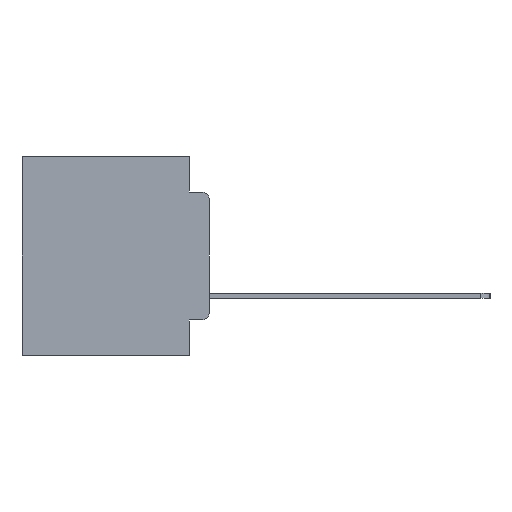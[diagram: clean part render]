
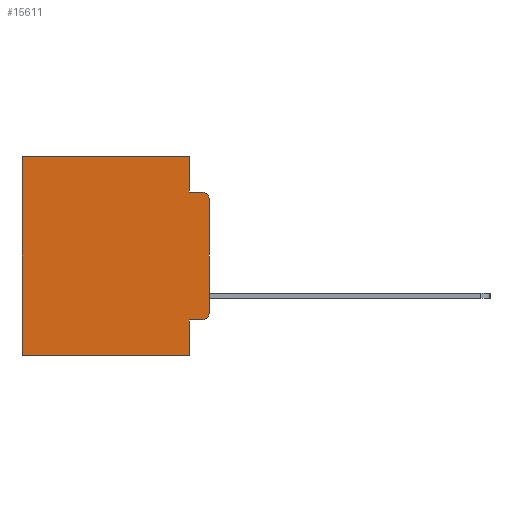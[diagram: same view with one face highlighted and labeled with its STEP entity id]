
A CAD part, left-side view. The second image highlights one B-rep face of the part: STEP entity #15611.
In plain terms, the highlighted planar face has unit normal (-1, 0, 0).
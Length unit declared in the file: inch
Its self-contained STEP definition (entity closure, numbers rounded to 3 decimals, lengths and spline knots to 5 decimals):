
#1192 = EDGE_CURVE ( 'NONE', #17242, #3204, #23051, .T. ) ;
#1639 = DIRECTION ( 'NONE',  ( 0., 0., -1. ) ) ;
#1643 = LINE ( 'NONE', #5223, #26296 ) ;
#2143 = VERTEX_POINT ( 'NONE', #17943 ) ;
#2380 = VECTOR ( 'NONE', #7180, 39.37008 ) ;
#2406 = AXIS2_PLACEMENT_3D ( 'NONE', #20273, #8010, #22248 ) ;
#2570 = LINE ( 'NONE', #16348, #13195 ) ;
#2662 = EDGE_CURVE ( 'NONE', #21981, #17242, #20548, .T. ) ;
#2804 = CARTESIAN_POINT ( 'NONE',  ( 0.298, 0., -0.5 ) ) ;
#3204 = VERTEX_POINT ( 'NONE', #7398 ) ;
#3727 = DIRECTION ( 'NONE',  ( -1., 0., 0. ) ) ;
#4004 = VECTOR ( 'NONE', #5741, 39.37008 ) ;
#4076 = EDGE_CURVE ( 'NONE', #21981, #16755, #1643, .T. ) ;
#4137 = DIRECTION ( 'NONE',  ( 1., 0., 0. ) ) ;
#4448 = VERTEX_POINT ( 'NONE', #12675 ) ;
#4911 = DIRECTION ( 'NONE',  ( 0., 1., 0. ) ) ;
#4943 = EDGE_CURVE ( 'NONE', #20026, #4448, #18873, .T. ) ;
#5036 = CARTESIAN_POINT ( 'NONE',  ( 0.298, 0.051, -0.0885 ) ) ;
#5223 = CARTESIAN_POINT ( 'NONE',  ( 0.298, 0.051, 0. ) ) ;
#5741 = DIRECTION ( 'NONE',  ( 0., 0., -1. ) ) ;
#6062 = VERTEX_POINT ( 'NONE', #23642 ) ;
#6424 = AXIS2_PLACEMENT_3D ( 'NONE', #16274, #3727, #18278 ) ;
#6902 = ORIENTED_EDGE ( 'NONE', *, *, #1192, .T. ) ;
#6911 = EDGE_CURVE ( 'NONE', #9229, #13270, #25195, .T. ) ;
#7180 = DIRECTION ( 'NONE',  ( 0., -1., 0. ) ) ;
#7225 = ORIENTED_EDGE ( 'NONE', *, *, #11255, .F. ) ;
#7398 = CARTESIAN_POINT ( 'NONE',  ( 0.298, 0., -0.3915 ) ) ;
#7773 = VECTOR ( 'NONE', #8011, 39.37008 ) ;
#7884 = AXIS2_PLACEMENT_3D ( 'NONE', #8349, #4137, #18664 ) ;
#7923 = ORIENTED_EDGE ( 'NONE', *, *, #8382, .F. ) ;
#8010 = DIRECTION ( 'NONE',  ( -1., 0., 0. ) ) ;
#8011 = DIRECTION ( 'NONE',  ( 0., 0., -1. ) ) ;
#8051 = LINE ( 'NONE', #5036, #2380 ) ;
#8349 = CARTESIAN_POINT ( 'NONE',  ( 0.298, 0., 0. ) ) ;
#8382 = EDGE_CURVE ( 'NONE', #6062, #2143, #15206, .T. ) ;
#8707 = VECTOR ( 'NONE', #15616, 39.37008 ) ;
#8899 = CARTESIAN_POINT ( 'NONE',  ( 0.298, 0.473, 0. ) ) ;
#8984 = CARTESIAN_POINT ( 'NONE',  ( 0.298, 0.473, -0.5 ) ) ;
#9229 = VERTEX_POINT ( 'NONE', #8899 ) ;
#9296 = VECTOR ( 'NONE', #4911, 39.37008 ) ;
#9898 = CARTESIAN_POINT ( 'NONE',  ( 0.298, 0.051, -0.4115 ) ) ;
#10177 = FACE_OUTER_BOUND ( 'NONE', #23385, .T. ) ;
#11255 = EDGE_CURVE ( 'NONE', #2143, #4448, #8051, .T. ) ;
#12675 = CARTESIAN_POINT ( 'NONE',  ( 0.298, 0.02, -0.0885 ) ) ;
#13195 = VECTOR ( 'NONE', #1639, 39.37008 ) ;
#13270 = VERTEX_POINT ( 'NONE', #8984 ) ;
#13338 = EDGE_CURVE ( 'NONE', #16755, #13270, #20740, .T. ) ;
#13671 = DIRECTION ( 'NONE',  ( 0., 0., -1. ) ) ;
#14104 = CARTESIAN_POINT ( 'NONE',  ( 0.298, 0.051, -0.4115 ) ) ;
#14287 = LINE ( 'NONE', #23461, #8707 ) ;
#14816 = ORIENTED_EDGE ( 'NONE', *, *, #6911, .T. ) ;
#15206 = LINE ( 'NONE', #20091, #4004 ) ;
#15448 = ORIENTED_EDGE ( 'NONE', *, *, #13338, .F. ) ;
#15611 = ADVANCED_FACE ( 'NONE', ( #10177 ), #26487, .F. ) ;
#15616 = DIRECTION ( 'NONE',  ( 0., 1., 0. ) ) ;
#16068 = ORIENTED_EDGE ( 'NONE', *, *, #4076, .F. ) ;
#16274 = CARTESIAN_POINT ( 'NONE',  ( 0.298, 0.02, -0.3915 ) ) ;
#16348 = CARTESIAN_POINT ( 'NONE',  ( 0.298, 0., 0. ) ) ;
#16755 = VERTEX_POINT ( 'NONE', #20087 ) ;
#17242 = VERTEX_POINT ( 'NONE', #25306 ) ;
#17943 = CARTESIAN_POINT ( 'NONE',  ( 0.298, 0.051, -0.0885 ) ) ;
#18278 = DIRECTION ( 'NONE',  ( 0., 0., -1. ) ) ;
#18664 = DIRECTION ( 'NONE',  ( 0., 0., -1. ) ) ;
#18873 = CIRCLE ( 'NONE', #2406, 0.02 ) ;
#19915 = VECTOR ( 'NONE', #25925, 39.37008 ) ;
#20026 = VERTEX_POINT ( 'NONE', #20996 ) ;
#20087 = CARTESIAN_POINT ( 'NONE',  ( 0.298, 0.051, -0.5 ) ) ;
#20091 = CARTESIAN_POINT ( 'NONE',  ( 0.298, 0.051, 0. ) ) ;
#20273 = CARTESIAN_POINT ( 'NONE',  ( 0.298, 0.02, -0.1085 ) ) ;
#20276 = CARTESIAN_POINT ( 'NONE',  ( 0.298, 0.473, 0. ) ) ;
#20548 = LINE ( 'NONE', #9898, #19915 ) ;
#20740 = LINE ( 'NONE', #2804, #9296 ) ;
#20996 = CARTESIAN_POINT ( 'NONE',  ( 0.298, 0., -0.1085 ) ) ;
#21981 = VERTEX_POINT ( 'NONE', #14104 ) ;
#22248 = DIRECTION ( 'NONE',  ( 0., 0., -1. ) ) ;
#22822 = EDGE_CURVE ( 'NONE', #20026, #3204, #2570, .T. ) ;
#22861 = ORIENTED_EDGE ( 'NONE', *, *, #4943, .T. ) ;
#23051 = CIRCLE ( 'NONE', #6424, 0.02 ) ;
#23385 = EDGE_LOOP ( 'NONE', ( #26234, #22861, #7225, #7923, #24718, #14816, #15448, #16068, #26558, #6902 ) ) ;
#23461 = CARTESIAN_POINT ( 'NONE',  ( 0.298, 0., 0. ) ) ;
#23642 = CARTESIAN_POINT ( 'NONE',  ( 0.298, 0.051, 0. ) ) ;
#24031 = EDGE_CURVE ( 'NONE', #6062, #9229, #14287, .T. ) ;
#24718 = ORIENTED_EDGE ( 'NONE', *, *, #24031, .T. ) ;
#25195 = LINE ( 'NONE', #20276, #7773 ) ;
#25306 = CARTESIAN_POINT ( 'NONE',  ( 0.298, 0.02, -0.4115 ) ) ;
#25925 = DIRECTION ( 'NONE',  ( 0., -1., 0. ) ) ;
#26234 = ORIENTED_EDGE ( 'NONE', *, *, #22822, .F. ) ;
#26296 = VECTOR ( 'NONE', #13671, 39.37008 ) ;
#26487 = PLANE ( 'NONE',  #7884 ) ;
#26558 = ORIENTED_EDGE ( 'NONE', *, *, #2662, .T. ) ;
